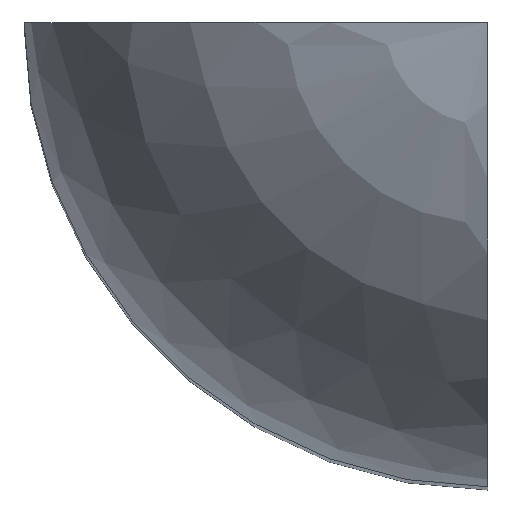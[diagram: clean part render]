
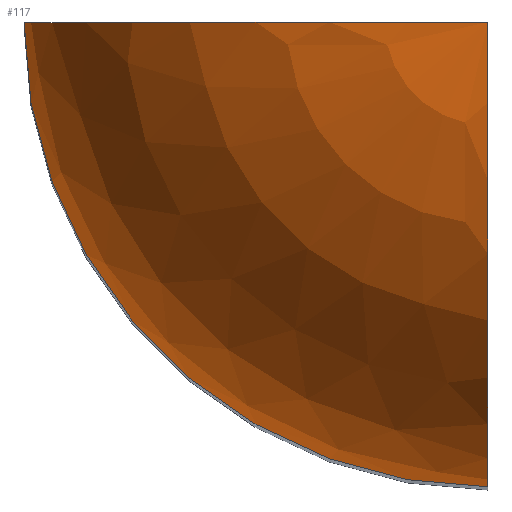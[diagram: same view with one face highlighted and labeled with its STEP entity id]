
A CAD part, top view. The second image highlights one B-rep face of the part: STEP entity #117.
In plain terms, the highlighted spherical face has radius 7.569 mm.
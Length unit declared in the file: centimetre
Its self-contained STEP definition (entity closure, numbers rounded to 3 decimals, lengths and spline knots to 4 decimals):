
#38=FACE_OUTER_BOUND('',#45,.T.);
#45=EDGE_LOOP('',(#96,#97,#98));
#53=CIRCLE('',#143,0.7569);
#54=CIRCLE('',#145,0.7569);
#55=CIRCLE('',#146,0.7569);
#63=VERTEX_POINT('',#209);
#64=VERTEX_POINT('',#211);
#65=VERTEX_POINT('',#215);
#77=EDGE_CURVE('',#63,#64,#53,.T.);
#78=EDGE_CURVE('',#63,#65,#54,.T.);
#79=EDGE_CURVE('',#65,#64,#55,.T.);
#96=ORIENTED_EDGE('',*,*,#78,.F.);
#97=ORIENTED_EDGE('',*,*,#77,.T.);
#98=ORIENTED_EDGE('',*,*,#79,.F.);
#112=SPHERICAL_SURFACE('',#144,0.7569);
#117=ADVANCED_FACE('',(#38),#112,.T.);
#143=AXIS2_PLACEMENT_3D('',#213,#175,#176);
#144=AXIS2_PLACEMENT_3D('',#214,#177,#178);
#145=AXIS2_PLACEMENT_3D('',#216,#179,#180);
#146=AXIS2_PLACEMENT_3D('',#217,#181,#182);
#175=DIRECTION('center_axis',(0.,0.,
1.));
#176=DIRECTION('ref_axis',(-1.,0.,0.));
#177=DIRECTION('center_axis',(0.,0.,1.));
#178=DIRECTION('ref_axis',(1.,0.,0.));
#179=DIRECTION('center_axis',(0.,1.,0.));
#180=DIRECTION('ref_axis',(0.,0.,1.));
#181=DIRECTION('center_axis',(1.,0.,0.));
#182=DIRECTION('ref_axis',(0.,0.,1.));
#209=CARTESIAN_POINT('',(-45.72,-29.7231,-0.7569));
#211=CARTESIAN_POINT('',(-44.9631,-30.48,-0.7569));
#213=CARTESIAN_POINT('Origin',(-44.9631,-29.7231,-0.7569));
#214=CARTESIAN_POINT('Origin',(-44.9631,-29.7231,-0.7569));
#215=CARTESIAN_POINT('',(-44.9631,-29.7231,0.));
#216=CARTESIAN_POINT('Origin',(-44.9631,-29.7231,-0.7569));
#217=CARTESIAN_POINT('Origin',(-44.9631,-29.7231,-0.7569));
